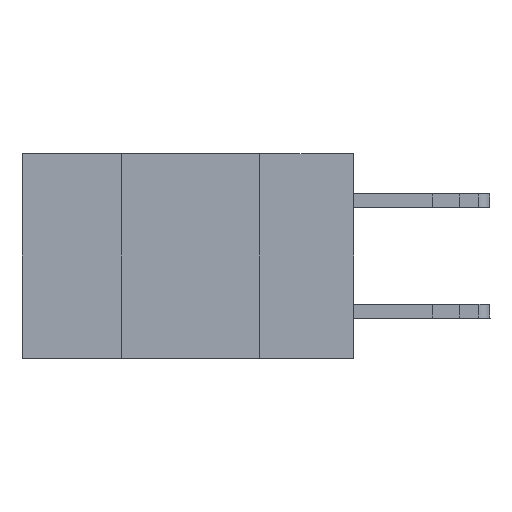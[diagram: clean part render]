
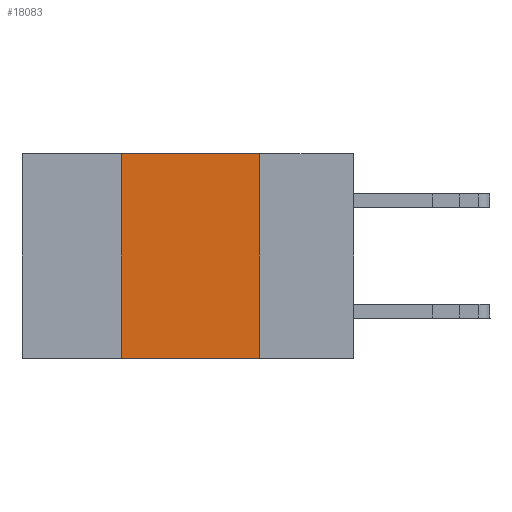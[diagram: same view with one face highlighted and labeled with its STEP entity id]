
A CAD part, left-side view. The second image highlights one B-rep face of the part: STEP entity #18083.
In plain terms, the highlighted planar face has unit normal (-1, 0, 0).
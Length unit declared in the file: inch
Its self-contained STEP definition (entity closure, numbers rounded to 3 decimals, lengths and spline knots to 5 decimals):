
#47 = CARTESIAN_POINT ( 'NONE',  ( 0., 0.42, -0.37 ) ) ;
#1508 = VERTEX_POINT ( 'NONE', #47 ) ;
#1548 = CARTESIAN_POINT ( 'NONE',  ( 0., 0.42, 0. ) ) ;
#2521 = DIRECTION ( 'NONE',  ( 1., 0., 0. ) ) ;
#2524 = ORIENTED_EDGE ( 'NONE', *, *, #20847, .F. ) ;
#3340 = CARTESIAN_POINT ( 'NONE',  ( 0., 0.6, -0.37 ) ) ;
#3691 = DIRECTION ( 'NONE',  ( 0., 0., -1. ) ) ;
#4413 = CARTESIAN_POINT ( 'NONE',  ( 0., 0.17, -0.37 ) ) ;
#5113 = CARTESIAN_POINT ( 'NONE',  ( 0., 0.6, 0. ) ) ;
#5459 = VECTOR ( 'NONE', #16334, 39.37008 ) ;
#5559 = ORIENTED_EDGE ( 'NONE', *, *, #9891, .F. ) ;
#6180 = VECTOR ( 'NONE', #13902, 39.37008 ) ;
#6881 = LINE ( 'NONE', #5113, #5459 ) ;
#7839 = FACE_OUTER_BOUND ( 'NONE', #10520, .T. ) ;
#8413 = AXIS2_PLACEMENT_3D ( 'NONE', #22187, #2521, #15163 ) ;
#8537 = CARTESIAN_POINT ( 'NONE',  ( 0., 0.17, 0. ) ) ;
#8752 = LINE ( 'NONE', #3340, #13806 ) ;
#9261 = EDGE_CURVE ( 'NONE', #22478, #20779, #6881, .T. ) ;
#9891 = EDGE_CURVE ( 'NONE', #1508, #22478, #15478, .T. ) ;
#10339 = VERTEX_POINT ( 'NONE', #4413 ) ;
#10520 = EDGE_LOOP ( 'NONE', ( #2524, #13986, #5559, #13734 ) ) ;
#10538 = CARTESIAN_POINT ( 'NONE',  ( 0., 0.17, 0. ) ) ;
#13734 = ORIENTED_EDGE ( 'NONE', *, *, #16588, .T. ) ;
#13806 = VECTOR ( 'NONE', #22780, 39.37008 ) ;
#13902 = DIRECTION ( 'NONE',  ( 0., 0., 1. ) ) ;
#13986 = ORIENTED_EDGE ( 'NONE', *, *, #9261, .F. ) ;
#15051 = PLANE ( 'NONE',  #8413 ) ;
#15163 = DIRECTION ( 'NONE',  ( 0., 0., -1. ) ) ;
#15478 = LINE ( 'NONE', #15690, #6180 ) ;
#15690 = CARTESIAN_POINT ( 'NONE',  ( 0., 0.42, 0. ) ) ;
#16334 = DIRECTION ( 'NONE',  ( 0., -1., 0. ) ) ;
#16588 = EDGE_CURVE ( 'NONE', #1508, #10339, #8752, .T. ) ;
#18083 = ADVANCED_FACE ( 'NONE', ( #7839 ), #15051, .F. ) ;
#19461 = VECTOR ( 'NONE', #3691, 39.37008 ) ;
#19513 = LINE ( 'NONE', #10538, #19461 ) ;
#20779 = VERTEX_POINT ( 'NONE', #8537 ) ;
#20847 = EDGE_CURVE ( 'NONE', #20779, #10339, #19513, .T. ) ;
#22187 = CARTESIAN_POINT ( 'NONE',  ( 0., 0.6, 0. ) ) ;
#22478 = VERTEX_POINT ( 'NONE', #1548 ) ;
#22780 = DIRECTION ( 'NONE',  ( 0., -1., 0. ) ) ;
